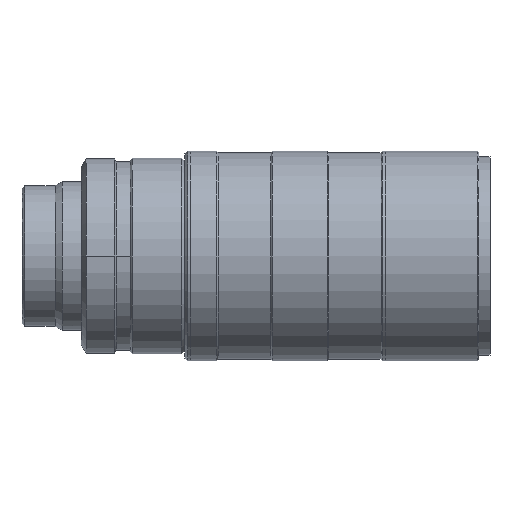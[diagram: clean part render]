
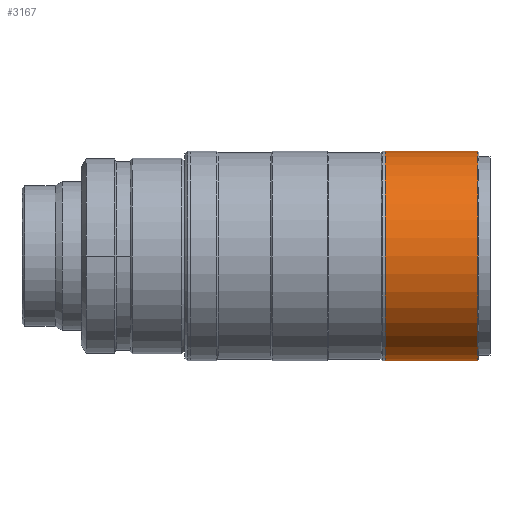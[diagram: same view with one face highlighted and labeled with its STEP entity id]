
A CAD part, front view. The second image highlights one B-rep face of the part: STEP entity #3167.
In plain terms, the highlighted cylindrical face has radius 38 mm (diameter 76 mm), a partial arc.
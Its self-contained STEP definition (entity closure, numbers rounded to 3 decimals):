
#186 = CIRCLE ( 'NONE', #3546, 38. ) ;
#301 = DIRECTION ( 'NONE',  ( 1., 0., 0. ) ) ;
#320 = VECTOR ( 'NONE', #301, 1000. ) ;
#509 = EDGE_CURVE ( 'NONE', #765, #2031, #4151, .T. ) ;
#765 = VERTEX_POINT ( 'NONE', #1897 ) ;
#791 = ORIENTED_EDGE ( 'NONE', *, *, #1818, .F. ) ;
#830 = VERTEX_POINT ( 'NONE', #2299 ) ;
#940 = CARTESIAN_POINT ( 'NONE',  ( -7.06, 0., 0. ) ) ;
#953 = CARTESIAN_POINT ( 'NONE',  ( -7.06, 0., -38. ) ) ;
#1203 = CYLINDRICAL_SURFACE ( 'NONE', #3183, 38. ) ;
#1254 = CIRCLE ( 'NONE', #2798, 38. ) ;
#1293 = DIRECTION ( 'NONE',  ( 1., 0., 0. ) ) ;
#1320 = DIRECTION ( 'NONE',  ( 0., 0., -1. ) ) ;
#1606 = DIRECTION ( 'NONE',  ( 0., 0., -1. ) ) ;
#1818 = EDGE_CURVE ( 'NONE', #830, #4450, #3251, .T. ) ;
#1897 = CARTESIAN_POINT ( 'NONE',  ( -40.56, 0., -38. ) ) ;
#2014 = EDGE_CURVE ( 'NONE', #2031, #4450, #1254, .T. ) ;
#2031 = VERTEX_POINT ( 'NONE', #953 ) ;
#2242 = VECTOR ( 'NONE', #2480, 1000. ) ;
#2299 = CARTESIAN_POINT ( 'NONE',  ( -40.56, 0., 38. ) ) ;
#2342 = CARTESIAN_POINT ( 'NONE',  ( 0., 0., 0. ) ) ;
#2351 = EDGE_CURVE ( 'NONE', #830, #765, #186, .T. ) ;
#2480 = DIRECTION ( 'NONE',  ( 1., 0., 0. ) ) ;
#2498 = CARTESIAN_POINT ( 'NONE',  ( 0., 0., 38. ) ) ;
#2525 = FACE_OUTER_BOUND ( 'NONE', #3800, .T. ) ;
#2714 = DIRECTION ( 'NONE',  ( 1., 0., 0. ) ) ;
#2760 = CARTESIAN_POINT ( 'NONE',  ( -7.06, 0., 38. ) ) ;
#2798 = AXIS2_PLACEMENT_3D ( 'NONE', #940, #3503, #1320 ) ;
#3167 = ADVANCED_FACE ( 'NONE', ( #2525 ), #1203, .T. ) ;
#3183 = AXIS2_PLACEMENT_3D ( 'NONE', #2342, #2714, #1606 ) ;
#3251 = LINE ( 'NONE', #2498, #320 ) ;
#3468 = CARTESIAN_POINT ( 'NONE',  ( -40.56, 0., 0. ) ) ;
#3503 = DIRECTION ( 'NONE',  ( -1., 0., 0. ) ) ;
#3546 = AXIS2_PLACEMENT_3D ( 'NONE', #3468, #1293, #3819 ) ;
#3800 = EDGE_LOOP ( 'NONE', ( #791, #4531, #4190, #4037 ) ) ;
#3819 = DIRECTION ( 'NONE',  ( 0., 0., -1. ) ) ;
#3908 = CARTESIAN_POINT ( 'NONE',  ( 0., 0., -38. ) ) ;
#4037 = ORIENTED_EDGE ( 'NONE', *, *, #2014, .T. ) ;
#4151 = LINE ( 'NONE', #3908, #2242 ) ;
#4190 = ORIENTED_EDGE ( 'NONE', *, *, #509, .T. ) ;
#4450 = VERTEX_POINT ( 'NONE', #2760 ) ;
#4531 = ORIENTED_EDGE ( 'NONE', *, *, #2351, .T. ) ;
